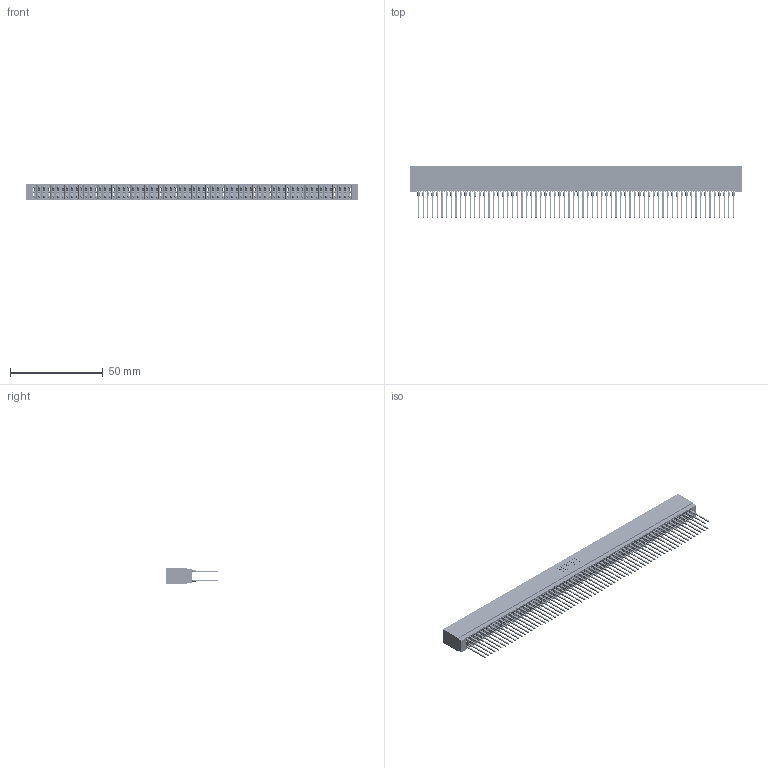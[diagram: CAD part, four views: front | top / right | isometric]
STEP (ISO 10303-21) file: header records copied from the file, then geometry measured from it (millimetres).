
FILE_DESCRIPTION (( 'STEP AP203' ), '1' );
FILE_NAME ('725-136-545-201.STEP', '2026-02-25T21:31:35', ( '' ), ( '' ), 'SwSTEP 2.0', 'SolidWorks 2023', '' );
FILE_SCHEMA (( 'CONFIG_CONTROL_DESIGN' ));
Length unit declared in the file: millimetre
Products named in the file (3): 745-292-001_545; 725 Part_Insulator Option - 01; 725-136-545-201
Assembly tree (137 placements, depth 2):
  725-136-545-201
    725 Part_Insulator Option - 01
    745-292-001_545  x136
Bounding box: 179.32 x 28.21 x 8.89 mm (x, y, z)
Volume: 14567.6 mm3; surface area: 33402.1 mm2
Topology: 137 solids, 137 shells, 12267 faces, 32962 edges, 20704 vertices
Faces by surface type: plane 6311, bspline 2720, cylinder 2420, torus 816
Entity records: 110894 total; most frequent: CARTESIAN_POINT 19727, ORIENTED_EDGE 19214, DIRECTION 16765, EDGE_CURVE 9607, VECTOR 9017, LINE 9017, VERTEX_POINT 6124, AXIS2_PLACEMENT_3D 3874
